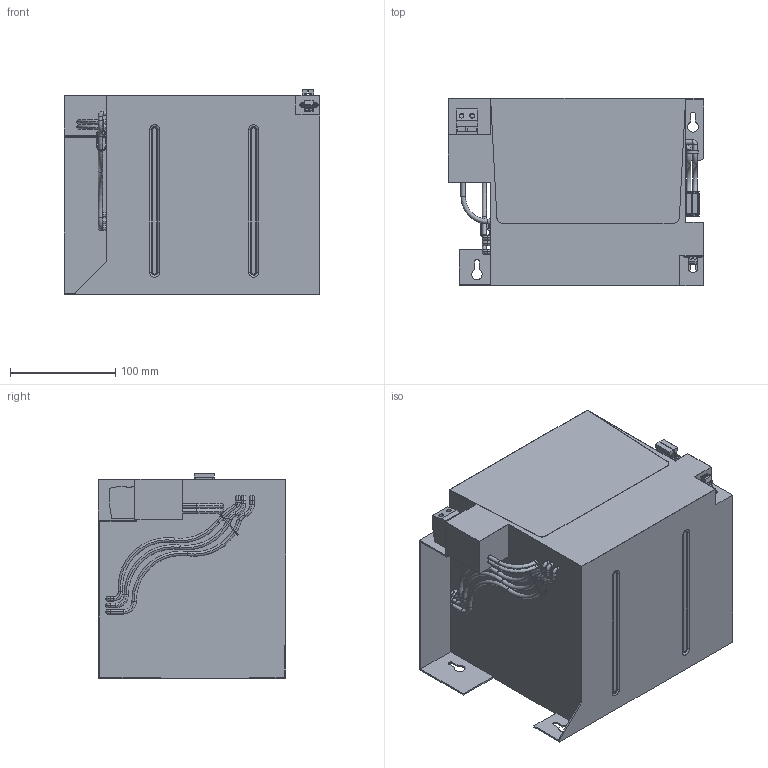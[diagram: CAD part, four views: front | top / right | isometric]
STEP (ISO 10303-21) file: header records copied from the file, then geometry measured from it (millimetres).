
FILE_DESCRIPTION(('CATIA V5 STEP Exchange','CAx-IF Rec.Pracs.--- Model Styling and Organization---1.4--- 2014-01-23'),'2;1');
FILE_NAME ('D1483944_0_2789930000_S3D_DURA_ECO_LA-BAT_24V_17AH.stp','2021-04-29T12:19:08+00:00',('none'),('Weidmueller'),'CATIA Version 5-6 Release 2016 SP3 HF44','CATIA V5 STEP AP214','none');
FILE_SCHEMA(('AUTOMOTIVE_DESIGN { 1 0 10303 214 1 1 1 1 }'));
Length unit declared in the file: millimetre
Products named in the file (1): S3D_DURA_ECO_LA-BAT_24V_17AH
Bounding box: 242 x 178 x 195 mm (x, y, z)
Volume: 6364582.3 mm3; surface area: 342973.7 mm2
Topology: 27 solids, 27 shells, 710 faces, 1810 edges, 1179 vertices
Faces by surface type: plane 483, cylinder 129, torus 74, bspline 16, cone 8
Entity records: 22615 total; most frequent: CARTESIAN_POINT 5582, ORIENTED_EDGE 3620, DIRECTION 2763, EDGE_CURVE 1810, VECTOR 1325, LINE 1325, VERTEX_POINT 1179, AXIS2_PLACEMENT_3D 900
